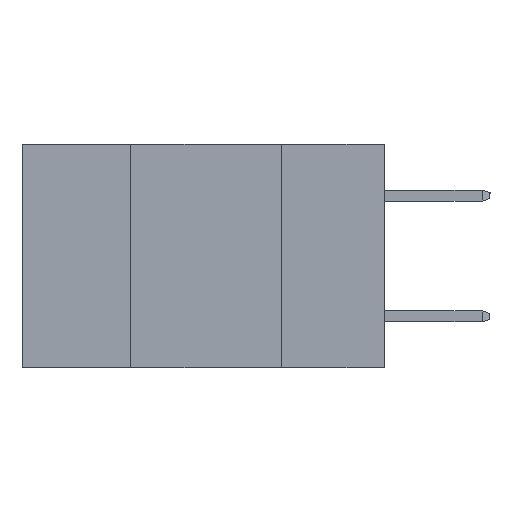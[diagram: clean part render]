
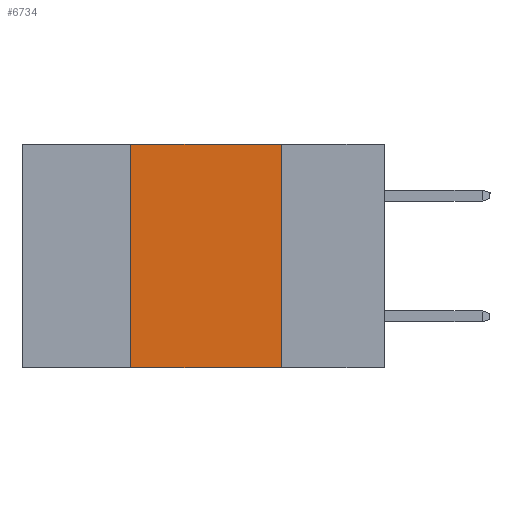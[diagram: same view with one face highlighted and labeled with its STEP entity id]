
A CAD part, left-side view. The second image highlights one B-rep face of the part: STEP entity #6734.
In plain terms, the highlighted planar face has unit normal (-1, 0, 0).
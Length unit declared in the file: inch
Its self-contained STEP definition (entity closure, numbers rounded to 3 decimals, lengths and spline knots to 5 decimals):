
#767 = EDGE_CURVE ( 'NONE', #6519, #17925, #12454, .T. ) ;
#1213 = PLANE ( 'NONE',  #3114 ) ;
#3114 = AXIS2_PLACEMENT_3D ( 'NONE', #10619, #12634, #19106 ) ;
#3599 = ORIENTED_EDGE ( 'NONE', *, *, #15927, .F. ) ;
#4059 = VERTEX_POINT ( 'NONE', #15649 ) ;
#4112 = VECTOR ( 'NONE', #4298, 39.37008 ) ;
#4298 = DIRECTION ( 'NONE',  ( 0., -1., 0. ) ) ;
#5553 = CARTESIAN_POINT ( 'NONE',  ( 0., 0.6, 0. ) ) ;
#6017 = CARTESIAN_POINT ( 'NONE',  ( 0., 0.17, -0.37 ) ) ;
#6519 = VERTEX_POINT ( 'NONE', #8891 ) ;
#6734 = ADVANCED_FACE ( 'NONE', ( #12324 ), #1213, .F. ) ;
#7482 = VECTOR ( 'NONE', #14571, 39.37008 ) ;
#7629 = DIRECTION ( 'NONE',  ( 0., -1., 0. ) ) ;
#8079 = EDGE_CURVE ( 'NONE', #6519, #15775, #15540, .T. ) ;
#8891 = CARTESIAN_POINT ( 'NONE',  ( 0., 0.42, -0.37 ) ) ;
#8913 = CARTESIAN_POINT ( 'NONE',  ( 0., 0.6, -0.37 ) ) ;
#10147 = CARTESIAN_POINT ( 'NONE',  ( 0., 0.42, 0. ) ) ;
#10619 = CARTESIAN_POINT ( 'NONE',  ( 0., 0.6, 0. ) ) ;
#10677 = ORIENTED_EDGE ( 'NONE', *, *, #8079, .F. ) ;
#10855 = CARTESIAN_POINT ( 'NONE',  ( 0., 0.42, -0.37 ) ) ;
#12080 = LINE ( 'NONE', #5553, #4112 ) ;
#12324 = FACE_OUTER_BOUND ( 'NONE', #14961, .T. ) ;
#12372 = EDGE_CURVE ( 'NONE', #4059, #17925, #12763, .T. ) ;
#12454 = LINE ( 'NONE', #8913, #15447 ) ;
#12634 = DIRECTION ( 'NONE',  ( 1., 0., 0. ) ) ;
#12763 = LINE ( 'NONE', #6017, #7482 ) ;
#12955 = VECTOR ( 'NONE', #17138, 39.37008 ) ;
#14571 = DIRECTION ( 'NONE',  ( 0., 0., -1. ) ) ;
#14961 = EDGE_LOOP ( 'NONE', ( #19532, #3599, #10677, #18332 ) ) ;
#15447 = VECTOR ( 'NONE', #7629, 39.37008 ) ;
#15540 = LINE ( 'NONE', #10855, #12955 ) ;
#15649 = CARTESIAN_POINT ( 'NONE',  ( 0., 0.17, 0. ) ) ;
#15775 = VERTEX_POINT ( 'NONE', #10147 ) ;
#15927 = EDGE_CURVE ( 'NONE', #15775, #4059, #12080, .T. ) ;
#17138 = DIRECTION ( 'NONE',  ( 0., 0., 1. ) ) ;
#17925 = VERTEX_POINT ( 'NONE', #18104 ) ;
#18104 = CARTESIAN_POINT ( 'NONE',  ( 0., 0.17, -0.37 ) ) ;
#18332 = ORIENTED_EDGE ( 'NONE', *, *, #767, .T. ) ;
#19106 = DIRECTION ( 'NONE',  ( 0., 0., -1. ) ) ;
#19532 = ORIENTED_EDGE ( 'NONE', *, *, #12372, .F. ) ;
